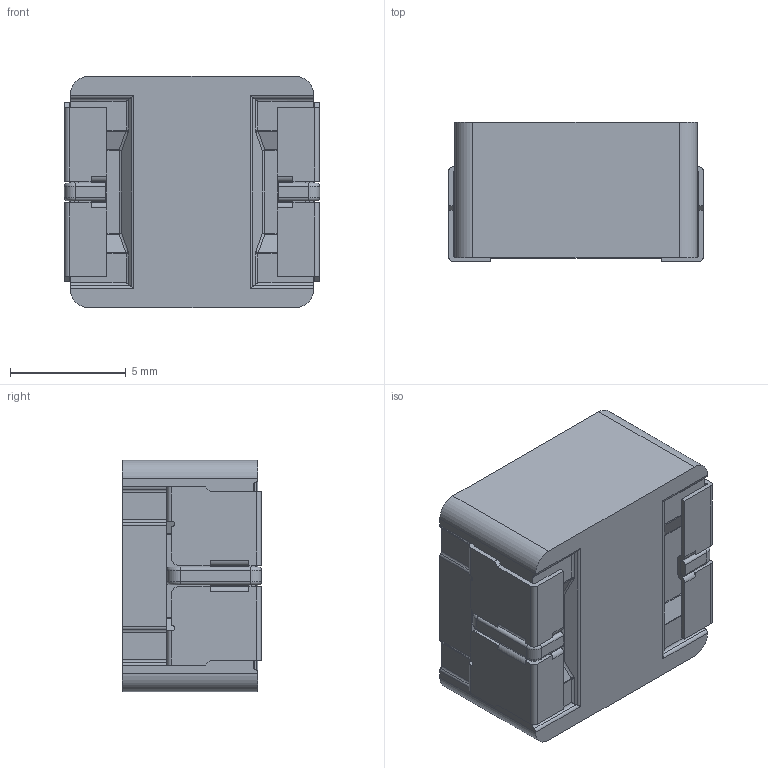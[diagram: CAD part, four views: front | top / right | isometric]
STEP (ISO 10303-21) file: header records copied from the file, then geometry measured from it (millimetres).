
FILE_DESCRIPTION (( 'STEP AP214' ), '1' );
FILE_NAME ('ETQP6M150KLC.STEP', '2021-10-11T08:20:02', ( '' ), ( '' ), 'SwSTEP 2.0', 'SolidWorks 2020', '' );
FILE_SCHEMA (( 'AUTOMOTIVE_DESIGN' ));
Length unit declared in the file: millimetre
Products named in the file (1): ETQP6M150KLC
Bounding box: 11.02 x 6.01 x 10 mm (x, y, z)
Volume: 602.4 mm3; surface area: 621.3 mm2
Topology: 1 solids, 1 shells, 295 faces, 840 edges, 528 vertices
Faces by surface type: plane 149, cylinder 128, torus 8, bspline 4, sphere 4, cone 2
Entity records: 12869 total; most frequent: CARTESIAN_POINT 1848, ORIENTED_EDGE 1672, DIRECTION 1632, EDGE_CURVE 836, VECTOR 544, LINE 544, AXIS2_PLACEMENT_3D 544, VERTEX_POINT 528
